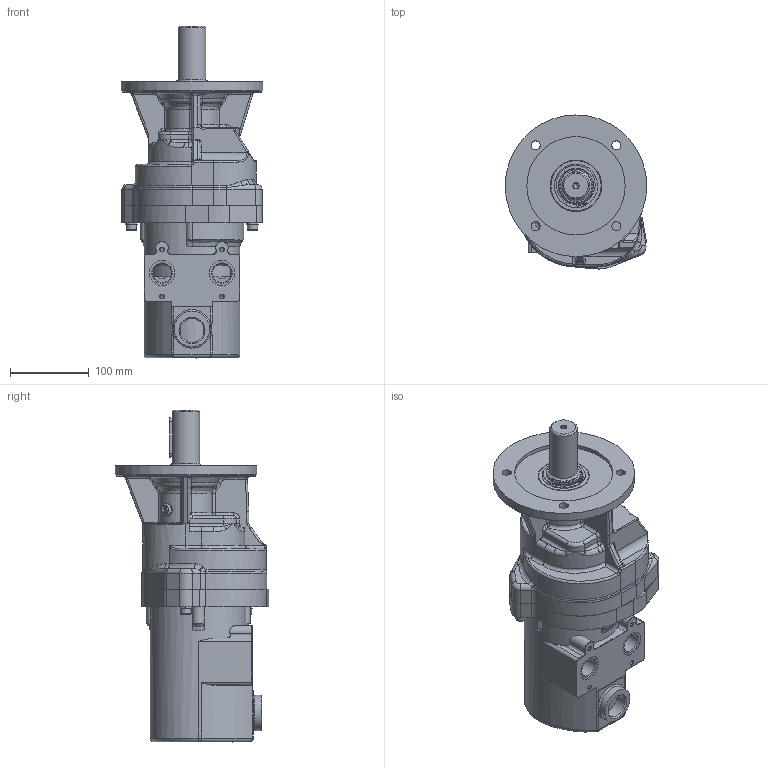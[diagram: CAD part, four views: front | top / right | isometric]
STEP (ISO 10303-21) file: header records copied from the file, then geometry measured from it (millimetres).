
FILE_DESCRIPTION((''),'2;1');
FILE_NAME('MU 400-75 V 6kt_29928945_II.stp','2008-10-13T15:02:31',('basyouni'),(''),'Autodesk Inventor 2008','Autodesk Inventor 2008','');
FILE_SCHEMA(('CONFIG_CONTROL_DESIGN'));
Length unit declared in the file: millimetre
Products named in the file (1): MU 400-75 V 6kt_29928945
Bounding box: 180 x 195.5 x 421.95 mm (x, y, z)
Volume: 4452595.2 mm3; surface area: 406980.8 mm2
Topology: 1 solids, 6 shells, 1109 faces, 2956 edges, 1831 vertices
Faces by surface type: plane 392, cylinder 364, bspline 238, torus 57, cone 53, sphere 5
Full cylindrical faces by diameter (mm): 2.5 x1, 2.8 x2, 5.2 x1, 7.4 x1, 7.9 x2, 8 x3, 10 x1, 11.5 x4, 13 x3, 16 x1, 19 x1, 31 x1, 35 x1, 42 x1, 42.5 x1, 45 x4, 47 x1, 55 x1, 65 x1, 65.5 x1, 109.27 x1, 125 x1, 180 x1
Entity records: 54188 total; most frequent: CARTESIAN_POINT 26902, ORIENTED_EDGE 5518, DIRECTION 5328, EDGE_CURVE 2759, AXIS2_PLACEMENT_3D 2116, VERTEX_POINT 1752, EDGE_LOOP 1321, CIRCLE 1172
